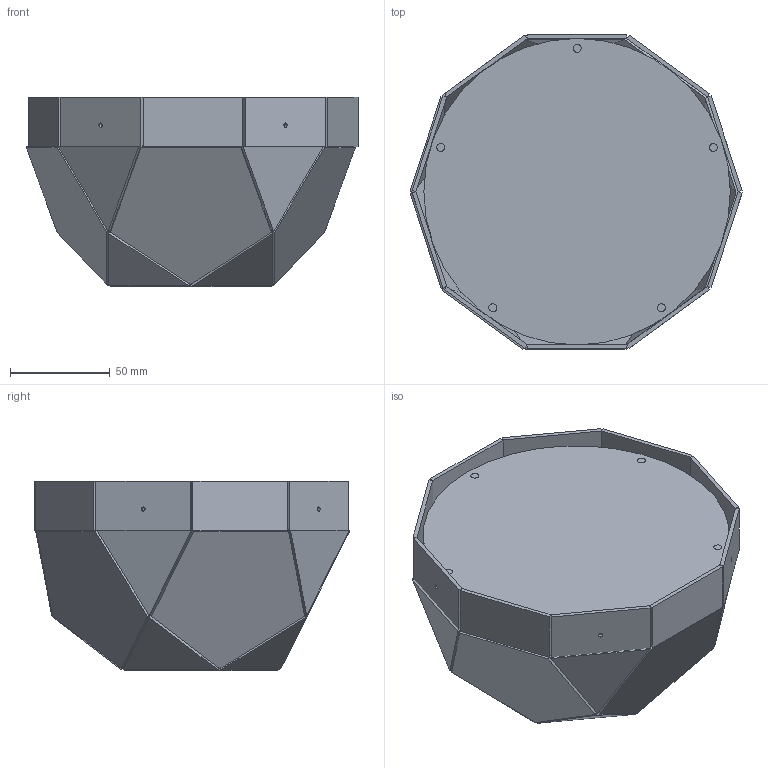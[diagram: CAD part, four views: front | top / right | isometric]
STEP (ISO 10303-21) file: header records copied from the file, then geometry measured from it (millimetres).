
FILE_DESCRIPTION(/* description */ (''),/* implementation_level */ '2;1');
FILE_NAME(/* name */ 'PoTone_3DOutline_FA2020w02_TatsuroHomma.step',/* time_stamp */ '2020-02-12T18:57:58+09:00',/* author */ (''),/* organization */ (''),/* preprocessor_version */ 'ST-DEVELOPER v18',/* originating_system */ 'Autodesk Translation Framework v8.12.0.6',/* authorisation */ '');
FILE_SCHEMA (('AUTOMOTIVE_DESIGN { 1 0 10303 214 3 1 1 }'));
Length unit declared in the file: millimetre
Products named in the file (12): GPR_3D_Object_Components; acrylic_table; table_stopper1; top_decagon; GPR_bottom_triangle; GPR_bottom_pentagon; GPR_side_pentagon; GPR_side_triangle1; GPR_side_triangle2; GPR_side_triangle3; GPR_side_triangle4; GPR_side_triangle5
Assembly tree (15 placements, depth 2):
  GPR_3D_Object_Components
    acrylic_table
    table_stopper1  x5
    top_decagon
    GPR_bottom_triangle
    GPR_bottom_pentagon
    GPR_side_pentagon
    GPR_side_triangle1
    GPR_side_triangle2
    GPR_side_triangle3
    GPR_side_triangle4
    GPR_side_triangle5
Bounding box: 166.69 x 158.17 x 95.2 mm (x, y, z)
Volume: 156613.7 mm3; surface area: 148353 mm2
Topology: 32 solids, 32 shells, 220 faces, 463 edges, 307 vertices
Faces by surface type: plane 189, cylinder 31
Full cylindrical faces by diameter (mm): 2.1 x10, 4 x10, 153.884 x1
Entity records: 5006 total; most frequent: CARTESIAN_POINT 801, DIRECTION 796, ORIENTED_EDGE 718, EDGE_CURVE 359, LINE 328, VECTOR 328, VERTEX_POINT 239, AXIS2_PLACEMENT_3D 234
